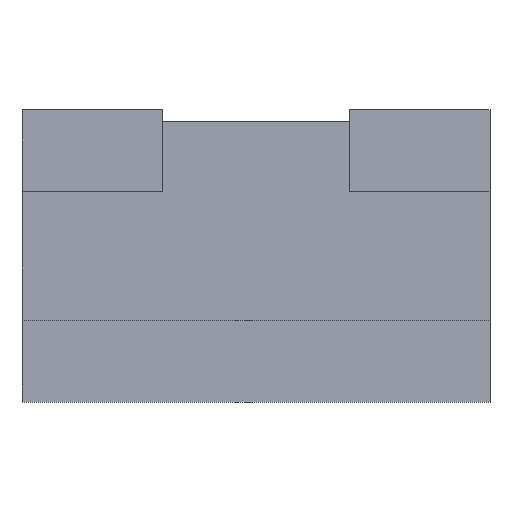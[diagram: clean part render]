
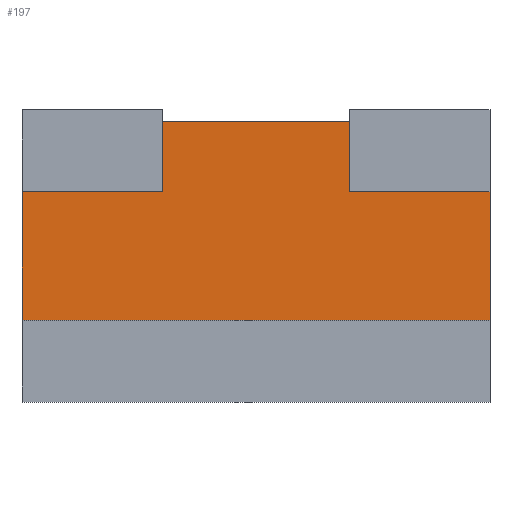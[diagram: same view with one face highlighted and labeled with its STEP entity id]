
A CAD part, top view. The second image highlights one B-rep face of the part: STEP entity #197.
In plain terms, the highlighted planar face has unit normal (0, 0, 1).
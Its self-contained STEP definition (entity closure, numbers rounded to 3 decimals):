
#3 = VERTEX_POINT ( 'NONE', #18 ) ;
#7 = LINE ( 'NONE', #936, #1159 ) ;
#13 = ORIENTED_EDGE ( 'NONE', *, *, #849, .T. ) ;
#18 = CARTESIAN_POINT ( 'NONE',  ( 1., 0.275, 0.3 ) ) ;
#19 = VECTOR ( 'NONE', #513, 1000. ) ;
#34 = CARTESIAN_POINT ( 'NONE',  ( -1., -0.275, 0.3 ) ) ;
#53 = EDGE_CURVE ( 'NONE', #779, #301, #128, .T. ) ;
#65 = EDGE_LOOP ( 'NONE', ( #833, #904, #603, #764, #769, #941, #520, #13 ) ) ;
#86 = DIRECTION ( 'NONE',  ( -1., 0., 0. ) ) ;
#128 = LINE ( 'NONE', #226, #501 ) ;
#152 = CARTESIAN_POINT ( 'NONE',  ( 0., 0., 0.3 ) ) ;
#163 = CARTESIAN_POINT ( 'NONE',  ( 0., 0.275, 0.3 ) ) ;
#177 = EDGE_CURVE ( 'NONE', #664, #1180, #332, .T. ) ;
#189 = VERTEX_POINT ( 'NONE', #1095 ) ;
#197 = ADVANCED_FACE ( 'NONE', ( #1171 ), #990, .T. ) ;
#199 = DIRECTION ( 'NONE',  ( 0., -1., 0. ) ) ;
#226 = CARTESIAN_POINT ( 'NONE',  ( 0., 0.575, 0.3 ) ) ;
#227 = LINE ( 'NONE', #1155, #679 ) ;
#266 = CARTESIAN_POINT ( 'NONE',  ( -0.4, 0.575, 0.3 ) ) ;
#277 = LINE ( 'NONE', #1019, #726 ) ;
#278 = DIRECTION ( 'NONE',  ( 0., 1., 0. ) ) ;
#301 = VERTEX_POINT ( 'NONE', #266 ) ;
#324 = VECTOR ( 'NONE', #358, 1000. ) ;
#332 = LINE ( 'NONE', #434, #19 ) ;
#358 = DIRECTION ( 'NONE',  ( 1., 0., 0. ) ) ;
#365 = CARTESIAN_POINT ( 'NONE',  ( -1., 0.275, 0.3 ) ) ;
#374 = CARTESIAN_POINT ( 'NONE',  ( 0.4, 0.575, 0.3 ) ) ;
#378 = DIRECTION ( 'NONE',  ( -1., 0., 0. ) ) ;
#434 = CARTESIAN_POINT ( 'NONE',  ( -1., 0., 0.3 ) ) ;
#447 = LINE ( 'NONE', #163, #1164 ) ;
#475 = LINE ( 'NONE', #854, #324 ) ;
#501 = VECTOR ( 'NONE', #597, 1000. ) ;
#513 = DIRECTION ( 'NONE',  ( 0., -1., 0. ) ) ;
#520 = ORIENTED_EDGE ( 'NONE', *, *, #908, .T. ) ;
#528 = DIRECTION ( 'NONE',  ( 1., 0., 0. ) ) ;
#597 = DIRECTION ( 'NONE',  ( -1., 0., 0. ) ) ;
#603 = ORIENTED_EDGE ( 'NONE', *, *, #1010, .T. ) ;
#606 = DIRECTION ( 'NONE',  ( 0., 0., 1. ) ) ;
#629 = VECTOR ( 'NONE', #1105, 1000. ) ;
#653 = EDGE_CURVE ( 'NONE', #189, #779, #7, .T. ) ;
#664 = VERTEX_POINT ( 'NONE', #365 ) ;
#679 = VECTOR ( 'NONE', #199, 1000. ) ;
#725 = CARTESIAN_POINT ( 'NONE',  ( -0.4, 0.275, 0.3 ) ) ;
#726 = VECTOR ( 'NONE', #86, 1000. ) ;
#764 = ORIENTED_EDGE ( 'NONE', *, *, #820, .T. ) ;
#769 = ORIENTED_EDGE ( 'NONE', *, *, #177, .T. ) ;
#779 = VERTEX_POINT ( 'NONE', #374 ) ;
#785 = EDGE_CURVE ( 'NONE', #1180, #934, #475, .T. ) ;
#818 = CARTESIAN_POINT ( 'NONE',  ( 1., 0., 0.3 ) ) ;
#820 = EDGE_CURVE ( 'NONE', #1048, #664, #277, .T. ) ;
#833 = ORIENTED_EDGE ( 'NONE', *, *, #653, .T. ) ;
#847 = LINE ( 'NONE', #818, #629 ) ;
#849 = EDGE_CURVE ( 'NONE', #3, #189, #447, .T. ) ;
#854 = CARTESIAN_POINT ( 'NONE',  ( 0., -0.275, 0.3 ) ) ;
#904 = ORIENTED_EDGE ( 'NONE', *, *, #53, .T. ) ;
#908 = EDGE_CURVE ( 'NONE', #934, #3, #847, .T. ) ;
#934 = VERTEX_POINT ( 'NONE', #943 ) ;
#936 = CARTESIAN_POINT ( 'NONE',  ( 0.4, 0., 0.3 ) ) ;
#941 = ORIENTED_EDGE ( 'NONE', *, *, #785, .T. ) ;
#943 = CARTESIAN_POINT ( 'NONE',  ( 1., -0.275, 0.3 ) ) ;
#958 = AXIS2_PLACEMENT_3D ( 'NONE', #152, #606, #528 ) ;
#990 = PLANE ( 'NONE',  #958 ) ;
#1010 = EDGE_CURVE ( 'NONE', #301, #1048, #227, .T. ) ;
#1019 = CARTESIAN_POINT ( 'NONE',  ( 0., 0.275, 0.3 ) ) ;
#1048 = VERTEX_POINT ( 'NONE', #725 ) ;
#1095 = CARTESIAN_POINT ( 'NONE',  ( 0.4, 0.275, 0.3 ) ) ;
#1105 = DIRECTION ( 'NONE',  ( 0., 1., 0. ) ) ;
#1155 = CARTESIAN_POINT ( 'NONE',  ( -0.4, 0., 0.3 ) ) ;
#1159 = VECTOR ( 'NONE', #278, 1000. ) ;
#1164 = VECTOR ( 'NONE', #378, 1000. ) ;
#1171 = FACE_OUTER_BOUND ( 'NONE', #65, .T. ) ;
#1180 = VERTEX_POINT ( 'NONE', #34 ) ;
